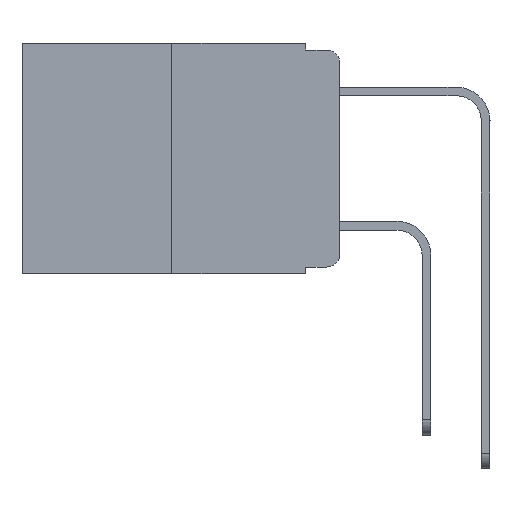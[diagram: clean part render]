
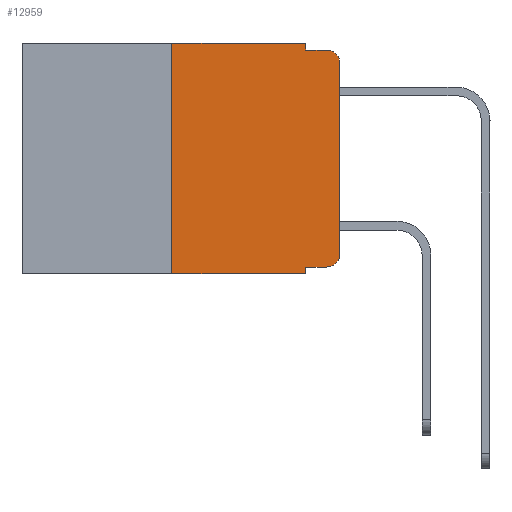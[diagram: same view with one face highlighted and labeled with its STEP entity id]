
A CAD part, left-side view. The second image highlights one B-rep face of the part: STEP entity #12959.
In plain terms, the highlighted planar face has unit normal (-1, 0, 0).
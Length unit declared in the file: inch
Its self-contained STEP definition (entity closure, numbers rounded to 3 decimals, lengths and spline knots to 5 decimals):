
#423 = CARTESIAN_POINT ( 'NONE',  ( 0., 0.02, -0.01 ) ) ;
#554 = ORIENTED_EDGE ( 'NONE', *, *, #13181, .F. ) ;
#615 = LINE ( 'NONE', #15717, #15625 ) ;
#672 = VERTEX_POINT ( 'NONE', #4317 ) ;
#763 = DIRECTION ( 'NONE',  ( 0., 0., -1. ) ) ;
#1119 = CARTESIAN_POINT ( 'NONE',  ( 0., 0.051, 0. ) ) ;
#1252 = LINE ( 'NONE', #4972, #21251 ) ;
#1321 = CARTESIAN_POINT ( 'NONE',  ( 0., 0.051, 0. ) ) ;
#1535 = AXIS2_PLACEMENT_3D ( 'NONE', #23353, #16029, #4447 ) ;
#1721 = CARTESIAN_POINT ( 'NONE',  ( 0., 0.473, -0.343 ) ) ;
#2255 = EDGE_CURVE ( 'NONE', #7563, #24239, #14828, .T. ) ;
#2809 = ORIENTED_EDGE ( 'NONE', *, *, #13654, .T. ) ;
#3144 = DIRECTION ( 'NONE',  ( 0., 0., -1. ) ) ;
#3317 = EDGE_CURVE ( 'NONE', #8836, #672, #14178, .T. ) ;
#3816 = VECTOR ( 'NONE', #6941, 39.37008 ) ;
#4271 = AXIS2_PLACEMENT_3D ( 'NONE', #8370, #21662, #10336 ) ;
#4316 = EDGE_LOOP ( 'NONE', ( #16328, #2809, #7580, #554, #7807, #18818, #11760, #22363, #13013, #23347 ) ) ;
#4317 = CARTESIAN_POINT ( 'NONE',  ( 0., 0.051, -0.343 ) ) ;
#4447 = DIRECTION ( 'NONE',  ( 0., 0., -1. ) ) ;
#4485 = CARTESIAN_POINT ( 'NONE',  ( 0., 0.25, -0.343 ) ) ;
#4972 = CARTESIAN_POINT ( 'NONE',  ( 0., 0.473, 0. ) ) ;
#5088 = EDGE_CURVE ( 'NONE', #9356, #6212, #18370, .T. ) ;
#5201 = DIRECTION ( 'NONE',  ( 0., 0., -1. ) ) ;
#5703 = EDGE_CURVE ( 'NONE', #5724, #7563, #15676, .T. ) ;
#5724 = VERTEX_POINT ( 'NONE', #23524 ) ;
#5749 = CARTESIAN_POINT ( 'NONE',  ( 0., 0.25, 0. ) ) ;
#5750 = VECTOR ( 'NONE', #6192, 39.37008 ) ;
#6192 = DIRECTION ( 'NONE',  ( 0., -1., 0. ) ) ;
#6212 = VERTEX_POINT ( 'NONE', #423 ) ;
#6662 = EDGE_CURVE ( 'NONE', #19499, #14336, #1252, .T. ) ;
#6707 = EDGE_CURVE ( 'NONE', #8836, #19499, #615, .T. ) ;
#6941 = DIRECTION ( 'NONE',  ( 0., -1., 0. ) ) ;
#7563 = VERTEX_POINT ( 'NONE', #17380 ) ;
#7580 = ORIENTED_EDGE ( 'NONE', *, *, #5088, .F. ) ;
#7807 = ORIENTED_EDGE ( 'NONE', *, *, #6662, .F. ) ;
#8370 = CARTESIAN_POINT ( 'NONE',  ( 0., 0.02, -0.313 ) ) ;
#8836 = VERTEX_POINT ( 'NONE', #4485 ) ;
#9356 = VERTEX_POINT ( 'NONE', #12088 ) ;
#9772 = VECTOR ( 'NONE', #20708, 39.37008 ) ;
#9856 = DIRECTION ( 'NONE',  ( 0., 0., 1. ) ) ;
#10336 = DIRECTION ( 'NONE',  ( 0., 0., -1. ) ) ;
#10637 = LINE ( 'NONE', #1119, #20114 ) ;
#11671 = CARTESIAN_POINT ( 'NONE',  ( 0., 0., -0.03 ) ) ;
#11760 = ORIENTED_EDGE ( 'NONE', *, *, #3317, .T. ) ;
#11966 = CARTESIAN_POINT ( 'NONE',  ( 0., 0.051, -0.333 ) ) ;
#12088 = CARTESIAN_POINT ( 'NONE',  ( 0., 0.051, -0.01 ) ) ;
#12383 = VECTOR ( 'NONE', #13560, 39.37008 ) ;
#12620 = DIRECTION ( 'NONE',  ( -1., 0., 0. ) ) ;
#12959 = ADVANCED_FACE ( 'NONE', ( #23561 ), #14139, .F. ) ;
#13013 = ORIENTED_EDGE ( 'NONE', *, *, #19517, .T. ) ;
#13181 = EDGE_CURVE ( 'NONE', #14336, #9356, #13832, .T. ) ;
#13560 = DIRECTION ( 'NONE',  ( 0., -1., 0. ) ) ;
#13654 = EDGE_CURVE ( 'NONE', #24239, #6212, #17660, .T. ) ;
#13832 = LINE ( 'NONE', #20556, #18264 ) ;
#14139 = PLANE ( 'NONE',  #1535 ) ;
#14178 = LINE ( 'NONE', #1721, #3816 ) ;
#14336 = VERTEX_POINT ( 'NONE', #1321 ) ;
#14828 = LINE ( 'NONE', #17531, #9772 ) ;
#15625 = VECTOR ( 'NONE', #9856, 39.37008 ) ;
#15676 = CIRCLE ( 'NONE', #4271, 0.02 ) ;
#15717 = CARTESIAN_POINT ( 'NONE',  ( 0., 0.25, 0. ) ) ;
#16029 = DIRECTION ( 'NONE',  ( 1., 0., 0. ) ) ;
#16328 = ORIENTED_EDGE ( 'NONE', *, *, #2255, .T. ) ;
#16488 = VERTEX_POINT ( 'NONE', #11966 ) ;
#17380 = CARTESIAN_POINT ( 'NONE',  ( 0., 0., -0.313 ) ) ;
#17531 = CARTESIAN_POINT ( 'NONE',  ( 0., 0., 0. ) ) ;
#17549 = AXIS2_PLACEMENT_3D ( 'NONE', #23881, #12620, #763 ) ;
#17660 = CIRCLE ( 'NONE', #17549, 0.02 ) ;
#17713 = CARTESIAN_POINT ( 'NONE',  ( 0., 0.051, -0.01 ) ) ;
#18264 = VECTOR ( 'NONE', #5201, 39.37008 ) ;
#18370 = LINE ( 'NONE', #17713, #5750 ) ;
#18422 = DIRECTION ( 'NONE',  ( 0., -1., 0. ) ) ;
#18716 = EDGE_CURVE ( 'NONE', #16488, #672, #10637, .T. ) ;
#18818 = ORIENTED_EDGE ( 'NONE', *, *, #6707, .F. ) ;
#19499 = VERTEX_POINT ( 'NONE', #5749 ) ;
#19517 = EDGE_CURVE ( 'NONE', #16488, #5724, #22400, .T. ) ;
#20114 = VECTOR ( 'NONE', #3144, 39.37008 ) ;
#20556 = CARTESIAN_POINT ( 'NONE',  ( 0., 0.051, 0. ) ) ;
#20708 = DIRECTION ( 'NONE',  ( 0., 0., 1. ) ) ;
#21251 = VECTOR ( 'NONE', #18422, 39.37008 ) ;
#21662 = DIRECTION ( 'NONE',  ( -1., 0., 0. ) ) ;
#22363 = ORIENTED_EDGE ( 'NONE', *, *, #18716, .F. ) ;
#22400 = LINE ( 'NONE', #22957, #12383 ) ;
#22957 = CARTESIAN_POINT ( 'NONE',  ( 0., 0.051, -0.333 ) ) ;
#23347 = ORIENTED_EDGE ( 'NONE', *, *, #5703, .T. ) ;
#23353 = CARTESIAN_POINT ( 'NONE',  ( 0., 0.473, 0. ) ) ;
#23524 = CARTESIAN_POINT ( 'NONE',  ( 0., 0.02, -0.333 ) ) ;
#23561 = FACE_OUTER_BOUND ( 'NONE', #4316, .T. ) ;
#23881 = CARTESIAN_POINT ( 'NONE',  ( 0., 0.02, -0.03 ) ) ;
#24239 = VERTEX_POINT ( 'NONE', #11671 ) ;
